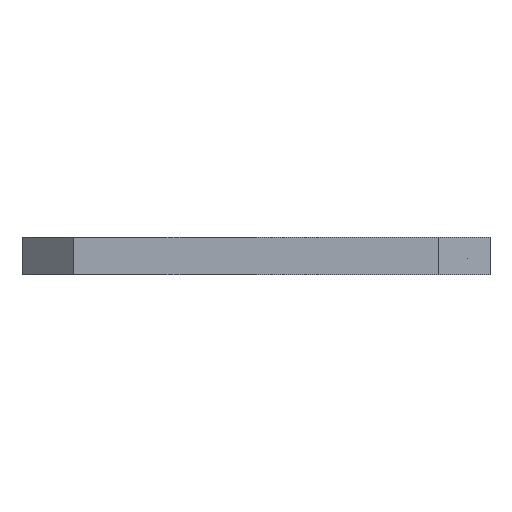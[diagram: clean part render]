
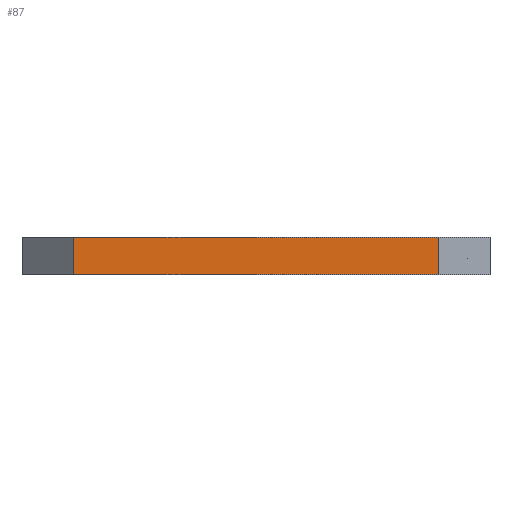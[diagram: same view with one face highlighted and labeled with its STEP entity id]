
A CAD part, left-side view. The second image highlights one B-rep face of the part: STEP entity #87.
In plain terms, the highlighted planar face has unit normal (-1, 0, 0).
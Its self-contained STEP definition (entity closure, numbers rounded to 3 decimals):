
#87 = ADVANCED_FACE( '', ( #581 ), #582, .F. );
#581 = FACE_OUTER_BOUND( '', #1405, .T. );
#582 = PLANE( '', #1406 );
#1405 = EDGE_LOOP( '', ( #2273, #2274, #2275, #2276 ) );
#1406 = AXIS2_PLACEMENT_3D( '', #2277, #2278, #2279 );
#2273 = ORIENTED_EDGE( '', *, *, #3287, .F. );
#2274 = ORIENTED_EDGE( '', *, *, #3444, .T. );
#2275 = ORIENTED_EDGE( '', *, *, #3436, .T. );
#2276 = ORIENTED_EDGE( '', *, *, #3445, .T. );
#2277 = CARTESIAN_POINT( '', ( -315., 315., 50. ) );
#2278 = DIRECTION( '', ( 1., 0., 0. ) );
#2279 = DIRECTION( '', ( 0., 1., 0. ) );
#3287 = EDGE_CURVE( '', #3789, #3791, #3792, .T. );
#3436 = EDGE_CURVE( '', #4089, #4087, #4090, .T. );
#3444 = EDGE_CURVE( '', #3789, #4089, #4100, .T. );
#3445 = EDGE_CURVE( '', #4087, #3791, #4101, .T. );
#3789 = VERTEX_POINT( '', #4466 );
#3791 = VERTEX_POINT( '', #4469 );
#3792 = LINE( '', #4470, #4471 );
#4087 = VERTEX_POINT( '', #4770 );
#4089 = VERTEX_POINT( '', #4773 );
#4090 = LINE( '', #4774, #4775 );
#4100 = LINE( '', #4792, #4793 );
#4101 = LINE( '', #4794, #4795 );
#4466 = CARTESIAN_POINT( '', ( -315., 245., 50. ) );
#4469 = CARTESIAN_POINT( '', ( -315., -245., 50. ) );
#4470 = CARTESIAN_POINT( '', ( -315., 315., 50. ) );
#4471 = VECTOR( '', #5308, 1000. );
#4770 = CARTESIAN_POINT( '', ( -315., -245., 0. ) );
#4773 = CARTESIAN_POINT( '', ( -315., 245., 0. ) );
#4774 = CARTESIAN_POINT( '', ( -315., 315., 0. ) );
#4775 = VECTOR( '', #5743, 1000. );
#4792 = CARTESIAN_POINT( '', ( -315., 245., 50. ) );
#4793 = VECTOR( '', #5751, 1000. );
#4794 = CARTESIAN_POINT( '', ( -315., -245., 50. ) );
#4795 = VECTOR( '', #5752, 1000. );
#5308 = DIRECTION( '', ( 0., -1., 0. ) );
#5743 = DIRECTION( '', ( 0., -1., 0. ) );
#5751 = DIRECTION( '', ( 0., 0., -1. ) );
#5752 = DIRECTION( '', ( 0., 0., 1. ) );
